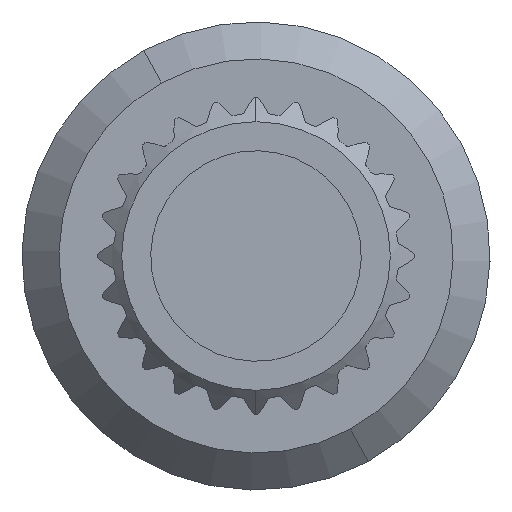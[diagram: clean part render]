
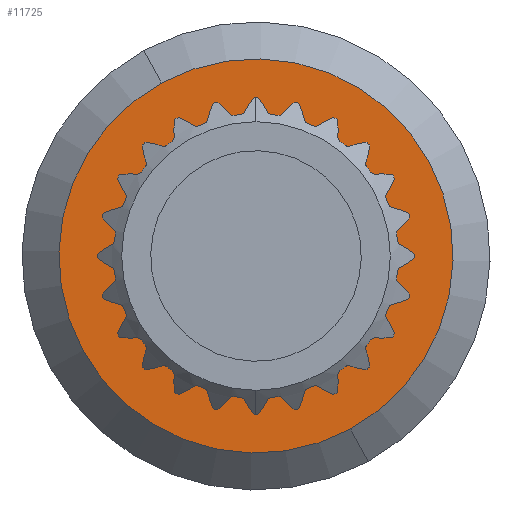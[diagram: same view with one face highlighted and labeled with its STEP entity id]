
A CAD part, left-side view. The second image highlights one B-rep face of the part: STEP entity #11725.
In plain terms, the highlighted planar face has unit normal (-1, 0, 0).
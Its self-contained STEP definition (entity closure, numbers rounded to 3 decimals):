
#854=CARTESIAN_POINT('Axis2P3D Location',(-4.,0.,0.)) ;
#858=CARTESIAN_POINT('Vertex',(-4.,-7.671,-14.041)) ;
#860=CARTESIAN_POINT('Vertex',(-4.,7.671,14.041)) ;
#880=CARTESIAN_POINT('Axis2P3D Location',(-4.,0.,0.)) ;
#11183=CARTESIAN_POINT('Axis2P3D Location',(-4.,0.,0.)) ;
#11187=CARTESIAN_POINT('Vertex',(-4.,0.,10.899)) ;
#11189=CARTESIAN_POINT('Vertex',(-4.,0.,-10.899)) ;
#11218=CARTESIAN_POINT('Axis2P3D Location',(-4.,0.,0.)) ;
#11712=CARTESIAN_POINT('Axis2P3D Location',(-4.,0.,16.)) ;
#855=DIRECTION('Axis2P3D Direction',(1.,-0.,0.)) ;
#881=DIRECTION('Axis2P3D Direction',(1.,-0.,0.)) ;
#11184=DIRECTION('Axis2P3D Direction',(1.,0.,0.)) ;
#11219=DIRECTION('Axis2P3D Direction',(1.,0.,0.)) ;
#11713=DIRECTION('Axis2P3D Direction',(-1.,0.,0.)) ;
#11714=DIRECTION('Axis2P3D XDirection',(0.,1.,0.)) ;
#856=AXIS2_PLACEMENT_3D('Circle Axis2P3D',#854,#855,$) ;
#882=AXIS2_PLACEMENT_3D('Circle Axis2P3D',#880,#881,$) ;
#11185=AXIS2_PLACEMENT_3D('Circle Axis2P3D',#11183,#11184,$) ;
#11220=AXIS2_PLACEMENT_3D('Circle Axis2P3D',#11218,#11219,$) ;
#11715=AXIS2_PLACEMENT_3D('Plane Axis2P3D',#11712,#11713,#11714) ;
#857=CIRCLE('generated circle',#856,16.) ;
#883=CIRCLE('generated circle',#882,16.) ;
#11186=CIRCLE('generated circle',#11185,10.899) ;
#11221=CIRCLE('generated circle',#11220,10.899) ;
#11716=PLANE('',#11715) ;
#11724=FACE_BOUND('',#11721,.T.) ;
#862=EDGE_CURVE('',#859,#861,#857,.F.) ;
#884=EDGE_CURVE('',#861,#859,#883,.F.) ;
#11191=EDGE_CURVE('',#11188,#11190,#11186,.T.) ;
#11222=EDGE_CURVE('',#11190,#11188,#11221,.T.) ;
#11718=ORIENTED_EDGE('',*,*,#884,.T.) ;
#11719=ORIENTED_EDGE('',*,*,#862,.T.) ;
#11722=ORIENTED_EDGE('',*,*,#11222,.T.) ;
#11723=ORIENTED_EDGE('',*,*,#11191,.T.) ;
#11717=EDGE_LOOP('',(#11718,#11719)) ;
#11721=EDGE_LOOP('',(#11722,#11723)) ;
#859=VERTEX_POINT('',#858) ;
#861=VERTEX_POINT('',#860) ;
#11188=VERTEX_POINT('',#11187) ;
#11190=VERTEX_POINT('',#11189) ;
#11725=ADVANCED_FACE('Corps principal',(#11720,#11724),#11716,.T.) ;
#11720=FACE_OUTER_BOUND('',#11717,.T.) ;
